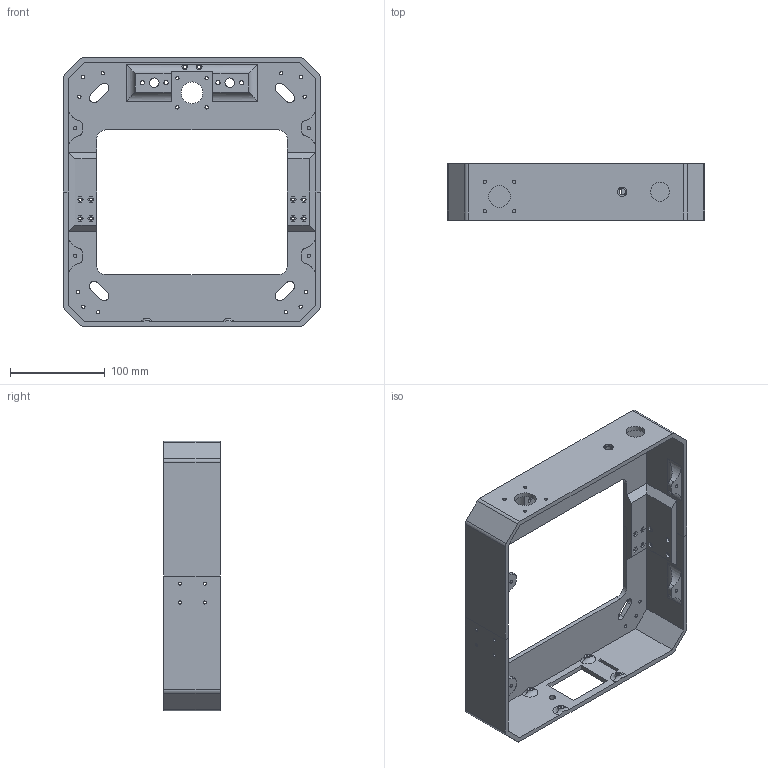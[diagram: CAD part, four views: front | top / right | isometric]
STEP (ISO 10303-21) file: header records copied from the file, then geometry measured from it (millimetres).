
FILE_DESCRIPTION (( 'STEP AP203' ), '1' );
FILE_NAME ('狟啣.STEP', '2020-08-13T08:05:36', ( 'China' ), ( 'Home' ), 'SwSTEP 2.0', 'SolidWorks 2018', '' );
FILE_SCHEMA (( 'CONFIG_CONTROL_DESIGN' ));
Length unit declared in the file: millimetre
Products named in the file (3): 菁攫1; 菁攫2; 狟啣
Assembly tree (2 placements, depth 2):
  狟啣
    菁攫1
    菁攫2
Bounding box: 272 x 60.08 x 285 mm (x, y, z)
Volume: 593203.3 mm3; surface area: 234538.8 mm2
Topology: 2 solids, 2 shells, 479 faces, 1313 edges, 872 vertices
Faces by surface type: plane 274, cylinder 197, torus 8
Entity records: 16008 total; most frequent: CARTESIAN_POINT 2965, ORIENTED_EDGE 2626, DIRECTION 2625, EDGE_CURVE 1313, AXIS2_PLACEMENT_3D 876, VECTOR 873, LINE 873, VERTEX_POINT 872
